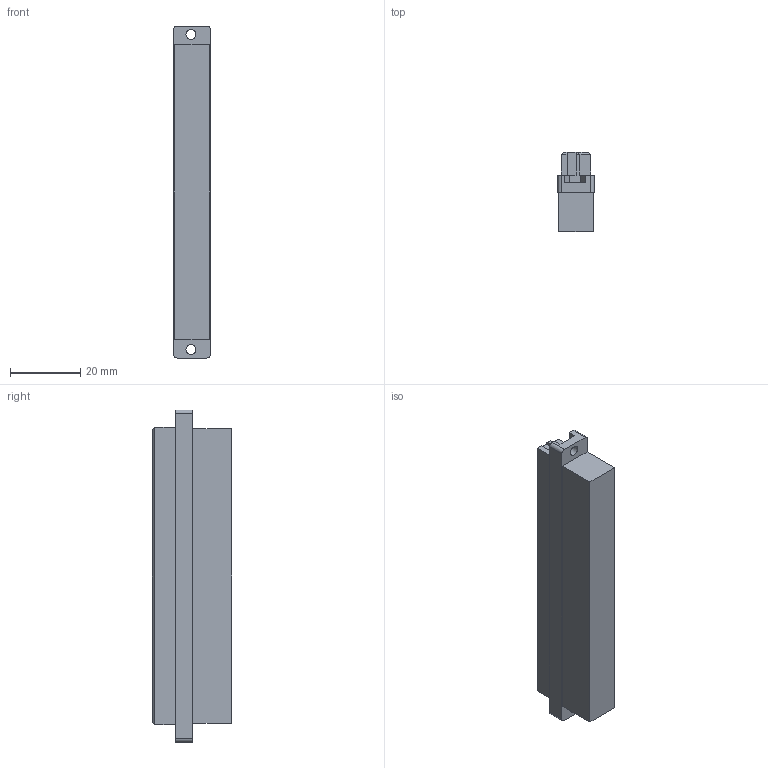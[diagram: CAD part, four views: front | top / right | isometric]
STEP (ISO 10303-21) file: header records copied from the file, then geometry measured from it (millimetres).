
FILE_DESCRIPTION(/* description */ (''),/* implementation_level */ '2;1');
FILE_NAME(/* name */ '100084124ugm000_b.stp',/* time_stamp */ '2014-06-12T12:20:22+02:00',/* author */ (''),/* organization */ (''),/* preprocessor_version */ 'ST-DEVELOPER v15',/* originating_system */ 'SIEMENS PLM Software NX 8.5',/* authorisation */ '');
FILE_SCHEMA (('AUTOMOTIVE_DESIGN { 1 0 10303 214 3 1 1 1 }'));
Length unit declared in the file: millimetre
Products named in the file (1): 100084124ugm000_b
Bounding box: 10.45 x 22.6 x 94.8 mm (x, y, z)
Volume: 18484.1 mm3; surface area: 6509.9 mm2
Topology: 1 solids, 1 shells, 535 faces, 1300 edges, 864 vertices
Faces by surface type: plane 529, cylinder 6
Full cylindrical faces by diameter (mm): 2.85 x2
Entity records: 15352 total; most frequent: CARTESIAN_POINT 2698, ORIENTED_EDGE 2596, DIRECTION 2382, EDGE_CURVE 1298, LINE 1286, VECTOR 1286, VERTEX_POINT 864, EDGE_LOOP 638
